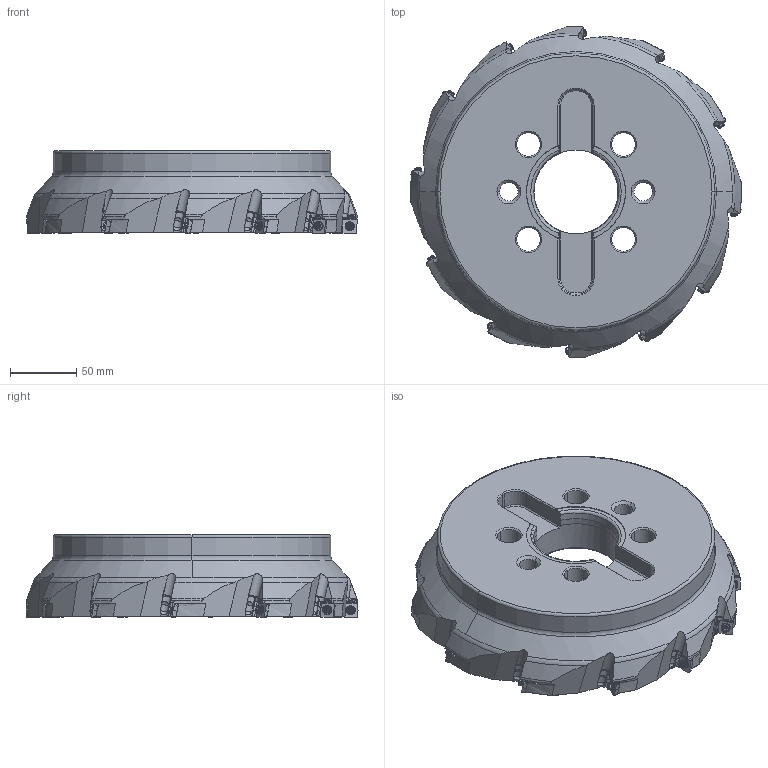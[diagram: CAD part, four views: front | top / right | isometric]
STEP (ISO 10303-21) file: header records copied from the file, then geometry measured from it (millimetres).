
FILE_DESCRIPTION(/* description */ (''),/* implementation_level */ '2;1');
FILE_NAME(/* name */ 'ASX400R1012M.stp',/* time_stamp */ '2021-09-08T11:41:48+09:00',/* author */ (''),/* organization */ (''),/* preprocessor_version */ 'ST-DEVELOPER v16',/* originating_system */ 'SIEMENS PLM Software NX 10.0',/* authorisation */ '');
FILE_SCHEMA (('AUTOMOTIVE_DESIGN { 1 0 10303 214 3 1 1 1 }'));
Length unit declared in the file: millimetre
Products named in the file (1): ASX400R1012M_ASM
Bounding box: 250.3 x 251.29 x 62.72 mm (x, y, z)
Volume: 1495450.4 mm3; surface area: 163945.2 mm2
Topology: 37 solids, 37 shells, 1791 faces, 5149 edges, 3500 vertices
Faces by surface type: plane 699, cylinder 604, cone 256, torus 100, sphere 60, extrusion 48, bspline 24
Entity records: 73589 total; most frequent: CARTESIAN_POINT 26336, ORIENTED_EDGE 10034, DIRECTION 9271, EDGE_CURVE 5017, AXIS2_PLACEMENT_3D 3559, VERTEX_POINT 3373, VECTOR 2153, LINE 2105
